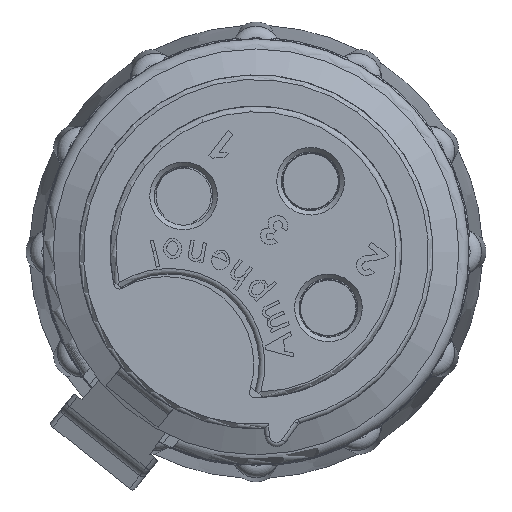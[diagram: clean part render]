
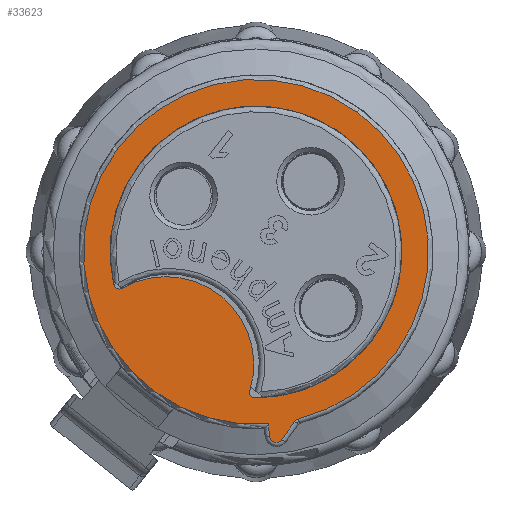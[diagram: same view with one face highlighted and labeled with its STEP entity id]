
A CAD part, left-side view. The second image highlights one B-rep face of the part: STEP entity #33623.
In plain terms, the highlighted planar face has unit normal (-1, 0, 0).
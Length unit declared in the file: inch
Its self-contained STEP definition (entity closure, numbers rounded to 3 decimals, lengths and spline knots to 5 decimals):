
#17384=CARTESIAN_POINT('',(-0.55962,0.00233,-0.24216));
#17385=VERTEX_POINT('',#17384);
#17401=CARTESIAN_POINT('',(-0.55962,0.2255,-0.06362));
#17402=VERTEX_POINT('',#17401);
#17409=CARTESIAN_POINT('',(-0.55962,0.149,-0.19675));
#17410=DIRECTION('',(-1.0,0.,0.));
#17411=DIRECTION('',(0.,-0.708,-0.706));
#17412=AXIS2_PLACEMENT_3D('',#17409,#17410,#17411);
#17413=CIRCLE('',#17412,0.15354);
#17414=EDGE_CURVE('',#17385,#17402,#17413,.T.);
#17424=CARTESIAN_POINT('',(-0.55962,-0.00702,-0.25492));
#17425=VERTEX_POINT('',#17424);
#17434=CARTESIAN_POINT('',(-0.55962,0.24,-0.0573));
#17435=VERTEX_POINT('',#17434);
#17436=CARTESIAN_POINT('',(-0.55962,-0.0084,0.));
#17437=DIRECTION('',(1.0,0.,0.));
#17438=DIRECTION('',(0.,0.781,0.625));
#17439=AXIS2_PLACEMENT_3D('',#17436,#17437,#17438);
#17440=CIRCLE('',#17439,0.25492);
#17441=EDGE_CURVE('',#17435,#17425,#17440,.T.);
#33335=CARTESIAN_POINT('',(-0.55962,-0.08276,-0.29186));
#33336=VERTEX_POINT('',#33335);
#33355=CARTESIAN_POINT('',(-0.55962,-0.02989,-0.30041));
#33356=VERTEX_POINT('',#33355);
#33374=CARTESIAN_POINT('',(-0.55962,-0.0084,0.));
#33375=DIRECTION('',(1.0,0.,0.));
#33376=DIRECTION('',(0.,0.148,0.989));
#33377=AXIS2_PLACEMENT_3D('',#33374,#33375,#33376);
#33378=CIRCLE('',#33377,0.30118);
#33379=EDGE_CURVE('',#33356,#33336,#33378,.T.);
#33391=CARTESIAN_POINT('',(-0.55962,-0.03231,-0.32216));
#33392=VERTEX_POINT('',#33391);
#33400=CARTESIAN_POINT('',(-0.55962,-0.03231,-0.32216));
#33401=DIRECTION('',(0.0,0.11,0.994));
#33402=VECTOR('',#33401,0.02189);
#33403=LINE('',#33400,#33402);
#33404=EDGE_CURVE('',#33392,#33356,#33403,.T.);
#33423=CARTESIAN_POINT('',(-0.55962,-0.05365,-0.32774));
#33424=VERTEX_POINT('',#33423);
#33432=CARTESIAN_POINT('',(-0.55962,-0.04405,-0.32086));
#33433=DIRECTION('',(1.0,0.,0.));
#33434=DIRECTION('',(0.,0.253,-0.968));
#33435=AXIS2_PLACEMENT_3D('',#33432,#33433,#33434);
#33436=CIRCLE('',#33435,0.01181);
#33437=EDGE_CURVE('',#33424,#33392,#33436,.T.);
#33455=CARTESIAN_POINT('',(-0.55962,-0.07607,-0.29643));
#33456=VERTEX_POINT('',#33455);
#33466=CARTESIAN_POINT('',(-0.55962,-0.07607,-0.29643));
#33467=DIRECTION('',(0.0,0.582,-0.813));
#33468=VECTOR('',#33467,0.03851);
#33469=LINE('',#33466,#33468);
#33470=EDGE_CURVE('',#33456,#33424,#33469,.T.);
#33587=CARTESIAN_POINT('',(-0.55962,-0.10494,0.12066));
#33588=DIRECTION('',(-1.0,0.0,0.0));
#33589=DIRECTION('',(0.0,-0.781,-0.625));
#33590=AXIS2_PLACEMENT_3D('',#33587,#33588,#33589);
#33591=PLANE('',#33590);
#33592=ORIENTED_EDGE('',*,*,#33379,.F.);
#33593=ORIENTED_EDGE('',*,*,#33404,.F.);
#33594=ORIENTED_EDGE('',*,*,#33437,.F.);
#33595=ORIENTED_EDGE('',*,*,#33470,.F.);
#33596=CARTESIAN_POINT('',(-0.55962,-0.08567,-0.3033));
#33597=DIRECTION('',(-1.0,0.,0.));
#33598=DIRECTION('',(0.,0.564,0.826));
#33599=AXIS2_PLACEMENT_3D('',#33596,#33597,#33598);
#33600=CIRCLE('',#33599,0.01181);
#33601=EDGE_CURVE('',#33336,#33456,#33600,.T.);
#33602=ORIENTED_EDGE('',*,*,#33601,.F.);
#33603=EDGE_LOOP('',(#33592,#33593,#33594,#33595,#33602));
#33604=FACE_OUTER_BOUND('',#33603,.T.);
#33605=ORIENTED_EDGE('',*,*,#17414,.T.);
#33606=CARTESIAN_POINT('',(-0.55962,0.2304,-0.05509));
#33607=DIRECTION('',(-1.0,0.,0.));
#33608=DIRECTION('',(0.,0.4,-0.917));
#33609=AXIS2_PLACEMENT_3D('',#33606,#33607,#33608);
#33610=CIRCLE('',#33609,0.00984);
#33611=EDGE_CURVE('',#17435,#17402,#33610,.T.);
#33612=ORIENTED_EDGE('',*,*,#33611,.F.);
#33613=ORIENTED_EDGE('',*,*,#17441,.T.);
#33614=CARTESIAN_POINT('',(-0.55962,-0.00707,-0.24508));
#33615=DIRECTION('',(-1.0,0.,0.));
#33616=DIRECTION('',(0.,0.807,-0.591));
#33617=AXIS2_PLACEMENT_3D('',#33614,#33615,#33616);
#33618=CIRCLE('',#33617,0.00984);
#33619=EDGE_CURVE('',#17385,#17425,#33618,.T.);
#33620=ORIENTED_EDGE('',*,*,#33619,.F.);
#33621=EDGE_LOOP('',(#33605,#33612,#33613,#33620));
#33622=FACE_BOUND('',#33621,.T.);
#33623=ADVANCED_FACE('',(#33604,#33622),#33591,.T.);
